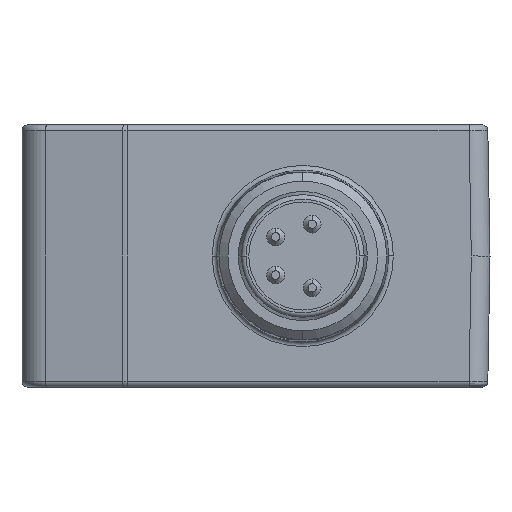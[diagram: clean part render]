
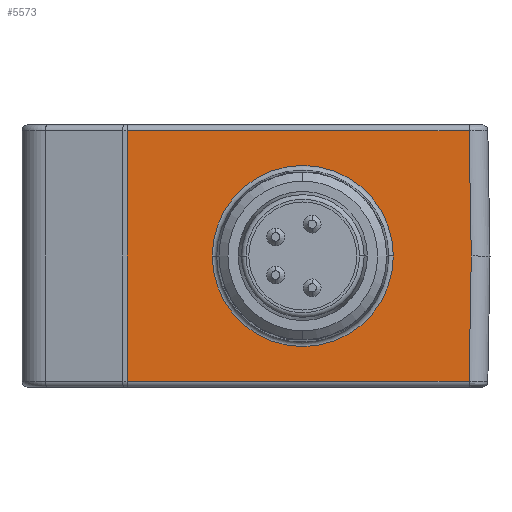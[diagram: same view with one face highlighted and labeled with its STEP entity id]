
A CAD part, front view. The second image highlights one B-rep face of the part: STEP entity #5573.
In plain terms, the highlighted planar face has unit normal (0, -1, 0).
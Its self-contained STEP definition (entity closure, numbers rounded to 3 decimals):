
#49 = AXIS2_PLACEMENT_3D ( 'NONE', #7263, #4364, #11361 ) ;
#362 = VERTEX_POINT ( 'NONE', #11840 ) ;
#455 = DIRECTION ( 'NONE',  ( 0.017, 0., 1. ) ) ;
#485 = CARTESIAN_POINT ( 'NONE',  ( 2.5, -21., 0. ) ) ;
#607 = EDGE_CURVE ( 'NONE', #10365, #5779, #12829, .T. ) ;
#1142 = VECTOR ( 'NONE', #1866, 1000. ) ;
#1500 = DIRECTION ( 'NONE',  ( -1., 0., 0. ) ) ;
#1580 = CARTESIAN_POINT ( 'NONE',  ( -6.885, -21., -6.7 ) ) ;
#1866 = DIRECTION ( 'NONE',  ( 0., 0., -1. ) ) ;
#2367 = PLANE ( 'NONE',  #49 ) ;
#3009 = CARTESIAN_POINT ( 'NONE',  ( 7.337, -21., 0. ) ) ;
#3254 = DIRECTION ( 'NONE',  ( -1., 0., 0. ) ) ;
#3638 = CARTESIAN_POINT ( 'NONE',  ( 11.383, -21., 6.7 ) ) ;
#3679 = VERTEX_POINT ( 'NONE', #1580 ) ;
#4229 = VERTEX_POINT ( 'NONE', #6208 ) ;
#4364 = DIRECTION ( 'NONE',  ( 0., 1., 0. ) ) ;
#4527 = ORIENTED_EDGE ( 'NONE', *, *, #5457, .T. ) ;
#4739 = VECTOR ( 'NONE', #455, 1000. ) ;
#5193 = EDGE_LOOP ( 'NONE', ( #5382, #10227 ) ) ;
#5204 = VECTOR ( 'NONE', #7681, 1000. ) ;
#5363 = DIRECTION ( 'NONE',  ( 0., 1., 0. ) ) ;
#5382 = ORIENTED_EDGE ( 'NONE', *, *, #8032, .T. ) ;
#5457 = EDGE_CURVE ( 'NONE', #3679, #5985, #11941, .T. ) ;
#5573 = ADVANCED_FACE ( 'NONE', ( #8348, #5702 ), #2367, .F. ) ;
#5702 = FACE_OUTER_BOUND ( 'NONE', #11615, .T. ) ;
#5711 = VERTEX_POINT ( 'NONE', #3638 ) ;
#5779 = VERTEX_POINT ( 'NONE', #8726 ) ;
#5985 = VERTEX_POINT ( 'NONE', #11255 ) ;
#6121 = CARTESIAN_POINT ( 'NONE',  ( 12.5, -21., -6.7 ) ) ;
#6136 = ORIENTED_EDGE ( 'NONE', *, *, #6216, .T. ) ;
#6208 = CARTESIAN_POINT ( 'NONE',  ( 11.5, -21., 0. ) ) ;
#6216 = EDGE_CURVE ( 'NONE', #4229, #5711, #7863, .T. ) ;
#6260 = CARTESIAN_POINT ( 'NONE',  ( -6.885, -21., 6.7 ) ) ;
#6643 = VECTOR ( 'NONE', #10168, 1000. ) ;
#7263 = CARTESIAN_POINT ( 'NONE',  ( 12.5, -21., 7. ) ) ;
#7478 = CARTESIAN_POINT ( 'NONE',  ( 11.622, -21., 7.015 ) ) ;
#7508 = DIRECTION ( 'NONE',  ( 0., 1., 0. ) ) ;
#7681 = DIRECTION ( 'NONE',  ( -0.017, 0., 1. ) ) ;
#7863 = LINE ( 'NONE', #11638, #5204 ) ;
#8032 = EDGE_CURVE ( 'NONE', #5779, #10365, #9300, .T. ) ;
#8348 = FACE_BOUND ( 'NONE', #5193, .T. ) ;
#8378 = VECTOR ( 'NONE', #3254, 1000. ) ;
#8726 = CARTESIAN_POINT ( 'NONE',  ( -2.337, -21., 0. ) ) ;
#8806 = CARTESIAN_POINT ( 'NONE',  ( -6.885, -21., 7. ) ) ;
#9300 = CIRCLE ( 'NONE', #11064, 4.837 ) ;
#10168 = DIRECTION ( 'NONE',  ( 1., 0., 0. ) ) ;
#10227 = ORIENTED_EDGE ( 'NONE', *, *, #607, .T. ) ;
#10365 = VERTEX_POINT ( 'NONE', #3009 ) ;
#10464 = AXIS2_PLACEMENT_3D ( 'NONE', #485, #7508, #1500 ) ;
#11040 = LINE ( 'NONE', #6260, #8378 ) ;
#11064 = AXIS2_PLACEMENT_3D ( 'NONE', #11334, #5363, #12341 ) ;
#11071 = EDGE_CURVE ( 'NONE', #5711, #362, #11040, .T. ) ;
#11255 = CARTESIAN_POINT ( 'NONE',  ( 11.383, -21., -6.7 ) ) ;
#11334 = CARTESIAN_POINT ( 'NONE',  ( 2.5, -21., 0. ) ) ;
#11361 = DIRECTION ( 'NONE',  ( -1., 0., 0. ) ) ;
#11475 = LINE ( 'NONE', #8806, #1142 ) ;
#11615 = EDGE_LOOP ( 'NONE', ( #11882, #4527, #12295, #6136, #11901 ) ) ;
#11638 = CARTESIAN_POINT ( 'NONE',  ( 11.378, -21., 6.98 ) ) ;
#11840 = CARTESIAN_POINT ( 'NONE',  ( -6.885, -21., 6.7 ) ) ;
#11882 = ORIENTED_EDGE ( 'NONE', *, *, #12207, .T. ) ;
#11901 = ORIENTED_EDGE ( 'NONE', *, *, #11071, .T. ) ;
#11941 = LINE ( 'NONE', #6121, #6643 ) ;
#12081 = LINE ( 'NONE', #7478, #4739 ) ;
#12207 = EDGE_CURVE ( 'NONE', #362, #3679, #11475, .T. ) ;
#12295 = ORIENTED_EDGE ( 'NONE', *, *, #12973, .T. ) ;
#12341 = DIRECTION ( 'NONE',  ( -1., 0., 0. ) ) ;
#12829 = CIRCLE ( 'NONE', #10464, 4.837 ) ;
#12973 = EDGE_CURVE ( 'NONE', #5985, #4229, #12081, .T. ) ;
